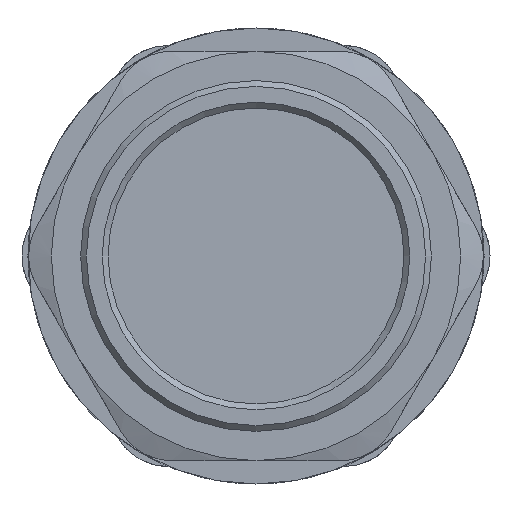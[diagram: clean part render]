
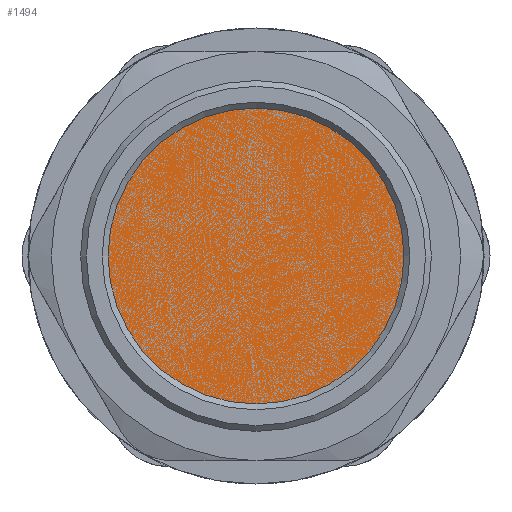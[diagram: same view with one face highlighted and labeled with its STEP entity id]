
A CAD part, front view. The second image highlights one B-rep face of the part: STEP entity #1494.
In plain terms, the highlighted planar face has unit normal (0, 1, 0).
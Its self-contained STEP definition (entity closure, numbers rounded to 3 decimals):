
#480=FACE_OUTER_BOUND('',#574,.T.);
#574=EDGE_LOOP('',(#1366));
#646=CIRCLE('',#1672,15.);
#771=VERTEX_POINT('',#2740);
#970=EDGE_CURVE('',#771,#771,#646,.T.);
#1366=ORIENTED_EDGE('',*,*,#970,.T.);
#1408=PLANE('',#1671);
#1494=ADVANCED_FACE('',(#480),#1408,.T.);
#1671=AXIS2_PLACEMENT_3D('',#2739,#2078,#2079);
#1672=AXIS2_PLACEMENT_3D('',#2741,#2080,#2081);
#2078=DIRECTION('center_axis',(0.,1.,0.));
#2079=DIRECTION('ref_axis',(0.,0.,1.));
#2080=DIRECTION('center_axis',(0.,1.,0.));
#2081=DIRECTION('ref_axis',(0.,0.,1.));
#2739=CARTESIAN_POINT('Origin',(-4.71,-1.266,0.));
#2740=CARTESIAN_POINT('',(-4.71,-1.266,15.));
#2741=CARTESIAN_POINT('Origin',(-4.71,-1.266,0.));
